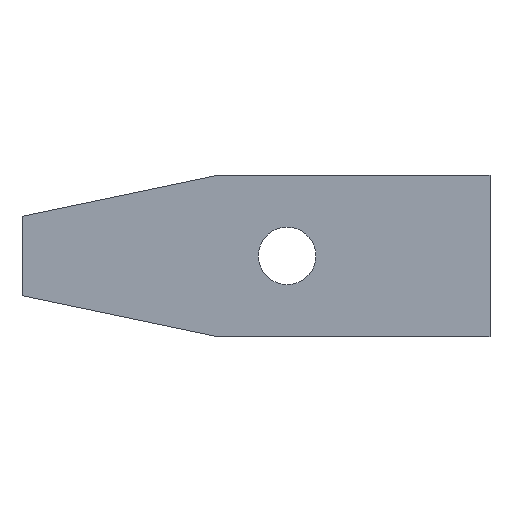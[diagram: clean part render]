
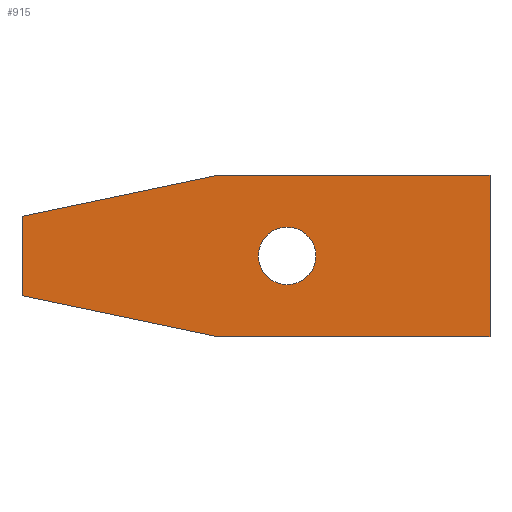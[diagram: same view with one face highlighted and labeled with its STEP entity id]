
A CAD part, front view. The second image highlights one B-rep face of the part: STEP entity #915.
In plain terms, the highlighted planar face has unit normal (0, -1, 0).
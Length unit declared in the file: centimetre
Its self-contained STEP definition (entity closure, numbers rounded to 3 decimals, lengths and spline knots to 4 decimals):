
#60=FACE_BOUND('',#182,.T.);
#74=PLANE('',#997);
#110=FACE_OUTER_BOUND('',#181,.T.);
#181=EDGE_LOOP('',(#677,#678,#679,#680,#681,#682));
#182=EDGE_LOOP('',(#683));
#245=LINE('',#1472,#309);
#246=LINE('',#1474,#310);
#247=LINE('',#1476,#311);
#248=LINE('',#1478,#312);
#249=LINE('',#1480,#313);
#250=LINE('',#1481,#314);
#309=VECTOR('',#1175,1.);
#310=VECTOR('',#1176,1.);
#311=VECTOR('',#1177,0.4826);
#312=VECTOR('',#1178,1.);
#313=VECTOR('',#1179,1.);
#314=VECTOR('',#1180,1.6764);
#370=CIRCLE('',#983,0.175);
#427=VERTEX_POINT('',#1449);
#432=VERTEX_POINT('',#1470);
#433=VERTEX_POINT('',#1471);
#434=VERTEX_POINT('',#1473);
#435=VERTEX_POINT('',#1475);
#436=VERTEX_POINT('',#1477);
#437=VERTEX_POINT('',#1479);
#517=EDGE_CURVE('',#427,#427,#370,.T.);
#523=EDGE_CURVE('',#432,#433,#245,.T.);
#524=EDGE_CURVE('',#433,#434,#246,.T.);
#525=EDGE_CURVE('',#434,#435,#247,.T.);
#526=EDGE_CURVE('',#435,#436,#248,.T.);
#527=EDGE_CURVE('',#436,#437,#249,.T.);
#528=EDGE_CURVE('',#437,#432,#250,.T.);
#677=ORIENTED_EDGE('',*,*,#523,.T.);
#678=ORIENTED_EDGE('',*,*,#524,.T.);
#679=ORIENTED_EDGE('',*,*,#525,.T.);
#680=ORIENTED_EDGE('',*,*,#526,.T.);
#681=ORIENTED_EDGE('',*,*,#527,.T.);
#682=ORIENTED_EDGE('',*,*,#528,.T.);
#683=ORIENTED_EDGE('',*,*,#517,.T.);
#915=ADVANCED_FACE('',(#110,#60),#74,.T.);
#983=AXIS2_PLACEMENT_3D('',#1450,#1144,#1145);
#997=AXIS2_PLACEMENT_3D('',#1469,#1173,#1174);
#1144=DIRECTION('center_axis',(0.,1.,0.));
#1145=DIRECTION('ref_axis',(0.,0.,1.));
#1173=DIRECTION('center_axis',(0.,-1.,0.));
#1174=DIRECTION('ref_axis',(0.,0.,-1.));
#1175=DIRECTION('',(-1.,0.,0.));
#1176=DIRECTION('',(-0.979,0.,-0.205));
#1177=DIRECTION('',(0.,0.,-1.));
#1178=DIRECTION('',(0.979,0.,-0.205));
#1179=DIRECTION('',(1.,0.,0.));
#1180=DIRECTION('',(0.,0.,1.));
#1449=CARTESIAN_POINT('',(2.2174,-0.5461,-0.1824));
#1450=CARTESIAN_POINT('Origin',(2.2174,-0.5461,-0.0074));
#1469=CARTESIAN_POINT('Origin',(-0.08,-0.5461,
-0.0079));
#1470=CARTESIAN_POINT('',(3.4506,-0.5461,0.4827));
#1471=CARTESIAN_POINT('',(1.794,-0.5461,0.4827));
#1472=CARTESIAN_POINT('',(0.9741,-0.5461,0.4827));
#1473=CARTESIAN_POINT('',(0.6058,-0.5461,0.2334));
#1474=CARTESIAN_POINT('',(0.9101,-0.5461,0.2972));
#1475=CARTESIAN_POINT('',(0.6058,-0.5461,-0.2492));
#1476=CARTESIAN_POINT('',(0.6058,-0.5461,0.2334));
#1477=CARTESIAN_POINT('',(1.794,-0.5461,-0.4985));
#1478=CARTESIAN_POINT('',(0.9177,-0.5461,-0.3146));
#1479=CARTESIAN_POINT('',(3.4506,-0.5461,-0.4985));
#1480=CARTESIAN_POINT('',(0.9741,-0.5461,-0.4985));
#1481=CARTESIAN_POINT('',(3.4506,-0.5461,-0.8461));
